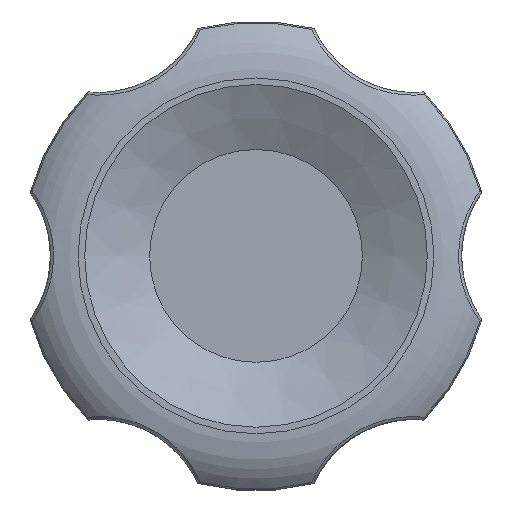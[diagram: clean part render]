
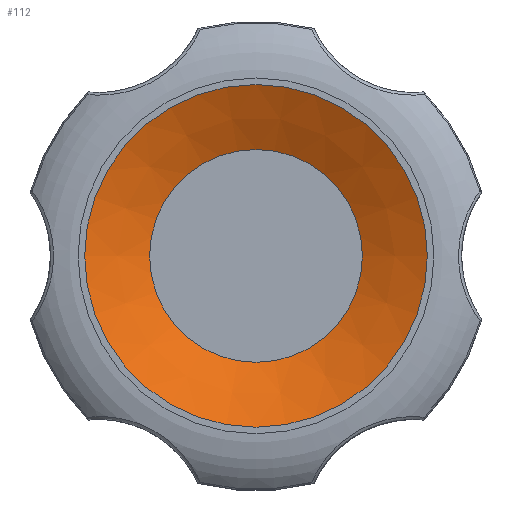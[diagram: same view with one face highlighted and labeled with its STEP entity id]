
A CAD part, top view. The second image highlights one B-rep face of the part: STEP entity #112.
In plain terms, the highlighted conical face has half-angle 64.269 degrees and reference radius 10.95 mm.
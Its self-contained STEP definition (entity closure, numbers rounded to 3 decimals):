
#112 = ADVANCED_FACE( '', ( #254, #255 ), #256, .F. );
#254 = FACE_BOUND( '', #672, .T. );
#255 = FACE_OUTER_BOUND( '', #673, .T. );
#256 = CONICAL_SURFACE( '', #674, 10.95, 1.122 );
#672 = EDGE_LOOP( '', ( #3409 ) );
#673 = EDGE_LOOP( '', ( #3410 ) );
#674 = AXIS2_PLACEMENT_3D( '', #3411, #3412, #3413 );
#3409 = ORIENTED_EDGE( '', *, *, #3751, .F. );
#3410 = ORIENTED_EDGE( '', *, *, #3765, .T. );
#3411 = CARTESIAN_POINT( '', ( 0., 0., 24. ) );
#3412 = DIRECTION( '', ( 0., 0., 1. ) );
#3413 = DIRECTION( '', ( 1., 0., 0. ) );
#3751 = EDGE_CURVE( '', #3981, #3981, #3982, .T. );
#3765 = EDGE_CURVE( '', #4003, #4003, #4004, .T. );
#3981 = VERTEX_POINT( '', #4738 );
#3982 = CIRCLE( '', #4739, 6.8 );
#4003 = VERTEX_POINT( '', #4939 );
#4004 = CIRCLE( '', #4940, 10.95 );
#4738 = CARTESIAN_POINT( '', ( 6.8, 0., 22. ) );
#4739 = AXIS2_PLACEMENT_3D( '', #6470, #6471, #6472 );
#4939 = CARTESIAN_POINT( '', ( 10.95, 0., 24. ) );
#4940 = AXIS2_PLACEMENT_3D( '', #6475, #6476, #6477 );
#6470 = CARTESIAN_POINT( '', ( 0., 0., 22. ) );
#6471 = DIRECTION( '', ( 0., 0., 1. ) );
#6472 = DIRECTION( '', ( 1., 0., 0. ) );
#6475 = CARTESIAN_POINT( '', ( 0., 0., 24. ) );
#6476 = DIRECTION( '', ( 0., 0., 1. ) );
#6477 = DIRECTION( '', ( 1., 0., 0. ) );
